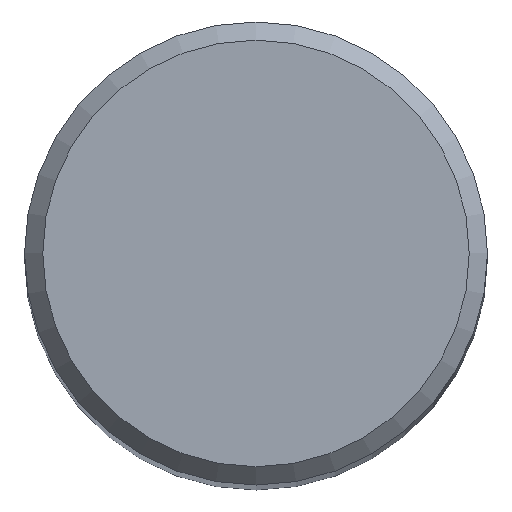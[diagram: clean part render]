
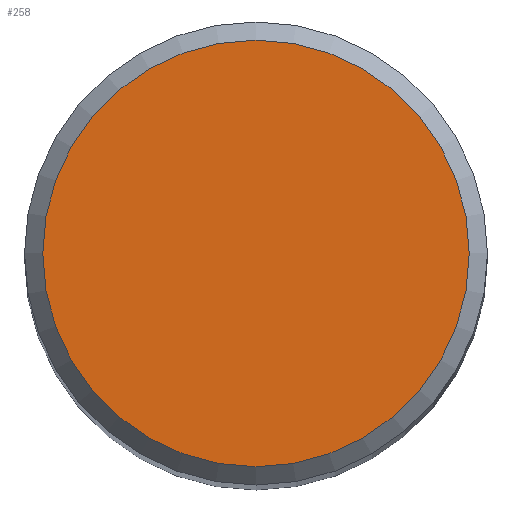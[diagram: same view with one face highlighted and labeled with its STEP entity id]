
A CAD part, top view. The second image highlights one B-rep face of the part: STEP entity #258.
In plain terms, the highlighted planar face has unit normal (0, 0, 1).
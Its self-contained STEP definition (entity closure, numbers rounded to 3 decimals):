
#192=FACE_OUTER_BOUND('',#443,.T.);
#258=ADVANCED_FACE('CU_CY_N4_SU_1',(#192),#338,.F.);
#338=PLANE('',#1115);
#443=EDGE_LOOP('',(#549));
#549=ORIENTED_EDGE('',*,*,#889,.F.);
#809=VERTEX_POINT('',#1609);
#889=EDGE_CURVE('',#809,#809,#1020,.T.);
#1020=CIRCLE('',#1114,11.691);
#1114=AXIS2_PLACEMENT_3D('',#1608,#1271,#1272);
#1115=AXIS2_PLACEMENT_3D('',#1610,#1273,#1274);
#1271=DIRECTION('',(0.,0.,-1.));
#1272=DIRECTION('',(-1.,0.,0.));
#1273=DIRECTION('',(0.,0.,-1.));
#1274=DIRECTION('',(-1.,0.,0.));
#1608=CARTESIAN_POINT('',(0.,0.,0.));
#1609=CARTESIAN_POINT('',(-11.691,0.,0.));
#1610=CARTESIAN_POINT('',(0.,0.,0.));
